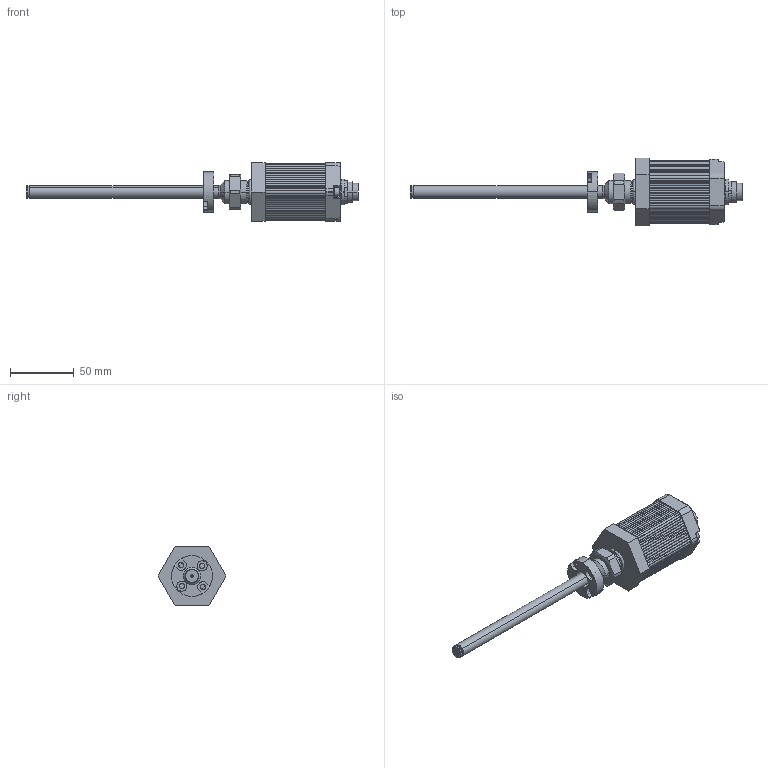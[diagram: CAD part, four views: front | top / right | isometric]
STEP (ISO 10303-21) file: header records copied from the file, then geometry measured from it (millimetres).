
FILE_DESCRIPTION (( 'STEP AP214' ), '1' );
FILE_NAME ('TMI_0100_004_xxx_101.STEP', '2006-04-04T08:56:47', ( 'novotechnik' ), ( 'novotechnik' ), 'SwSTEP 2.0', 'SolidWorks 2005235', '' );
FILE_SCHEMA (( 'AUTOMOTIVE_DESIGN' ));
Length unit declared in the file: millimetre
Products named in the file (23): Baugruppe_Stab_TMI~00ID_Standard; Gehäuse_TMI~00ID_Standard; Stift_1,9x19~00ID_Standard; TMI_0100_004_xxx_101; Flanschstecker_mit_Flexband~00ID_Standard; Stab,_geschnitten~00ID_Standard; Flanschstecker~00ID_Standard; MTS_Flansch_ohne_Absatz_Standard; Flansch_f黵_Stecker_IEC_130-9~00ID_Standard; Endstück_N~00ID_Standard; Schweissnaht_aussen_1~00ID_Standard; Schweissnaht_aussen_2~00ID_Standard; Schweissnaht_innen~00ID_Standard; Mutter~00ID_Standard; Kontaktstift~00ID_Standard; Schraube_Standard; Sechskantmutter_M18x1,5_ISO_8675~00ID_Standard; Flansch_f黵_Stecker_M12~00ID_Standard; O-Ring_15,4x2,1~00ID_Standard; Positionsgeber_13-32~00ID_Standard; Typenschild~00ID_Standard; 515342_Magnet~00_Standard; Magnetträger_13-32~00ID_Standard
Assembly tree (38 placements, depth 3):
  TMI_0100_004_xxx_101
    Baugruppe_Stab_TMI~00ID_Standard
      MTS_Flansch_ohne_Absatz_Standard
      Endstück_N~00ID_Standard
      Schweissnaht_aussen_1~00ID_Standard
      Stab,_geschnitten~00ID_Standard
      Schweissnaht_aussen_2~00ID_Standard
      Schweissnaht_innen~00ID_Standard
    Typenschild~00ID_Standard
    Schraube_Standard  x2
    Gehäuse_TMI~00ID_Standard
    Flansch_f黵_Stecker_IEC_130-9~00ID_Standard
    Flansch_f黵_Stecker_M12~00ID_Standard
    Positionsgeber_13-32~00ID_Standard
      515342_Magnet~00_Standard  x2
      Magnetträger_13-32~00ID_Standard
    O-Ring_15,4x2,1~00ID_Standard
    Flanschstecker_mit_Flexband~00ID_Standard
      Kontaktstift~00ID_Standard  x8
      Stift_1,9x19~00ID_Standard  x8
      Mutter~00ID_Standard
      Flanschstecker~00ID_Standard
    Sechskantmutter_M18x1,5_ISO_8675~00ID_Standard
Bounding box: 259.7 x 53.12 x 46 mm (x, y, z)
Volume: 137557.5 mm3; surface area: 55847.4 mm2
Topology: 35 solids, 35 shells, 1617 faces, 4116 edges, 2621 vertices
Faces by surface type: plane 580, cylinder 557, bspline 256, torus 96, cone 88, sphere 40
Entity records: 65696 total; most frequent: CARTESIAN_POINT 24808, ORIENTED_EDGE 7234, DIRECTION 6521, EDGE_CURVE 3617, VERTEX_POINT 2341, AXIS2_PLACEMENT_3D 2294, VECTOR 1933, LINE 1933
